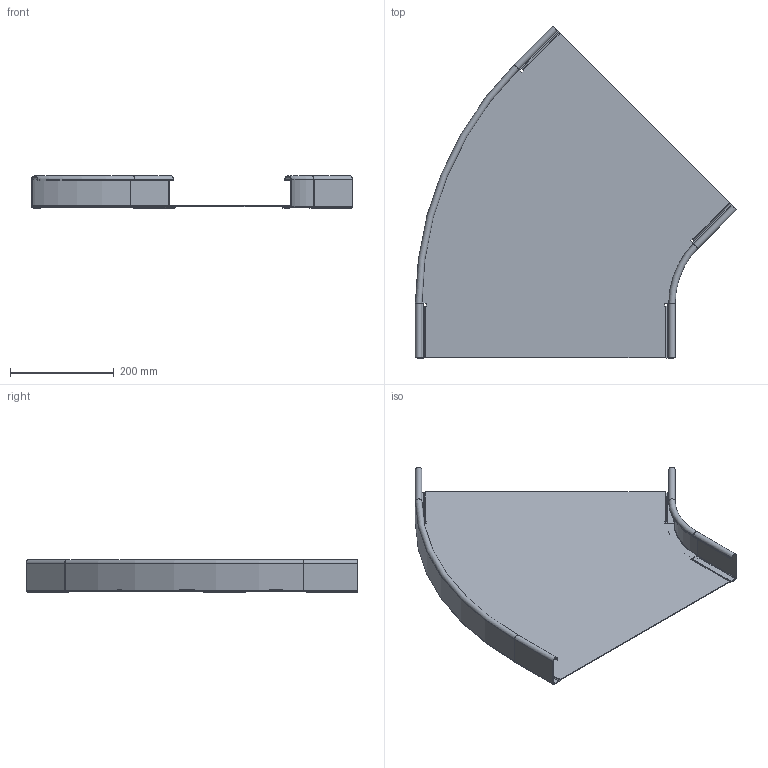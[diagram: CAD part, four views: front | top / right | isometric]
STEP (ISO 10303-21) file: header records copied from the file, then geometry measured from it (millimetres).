
FILE_DESCRIPTION((''),'2;1');
FILE_NAME('7000405_ORG_ASM','2012-06-21T',('AndreasKeweloh'),(''),'PRO/ENGINEER BY PARAMETRIC TECHNOLOGY CORPORATION, 2012060','PRO/ENGINEER BY PARAMETRIC TECHNOLOGY CORPORATION, 2012060','');
FILE_SCHEMA(('CONFIG_CONTROL_DESIGN'));
Length unit declared in the file: millimetre
Products named in the file (5): KTS_06_151-021_INNENHOLM_60; KTS_06_126-016_BODENBLECH_B_500; KTS_06_155-022_AUSSENHOLM_H_60_; ASM0001_ASM; 7000405_ORG_ASM
Assembly tree (4 placements, depth 3):
  7000405_ORG_ASM
    ASM0001_ASM
      KTS_06_151-021_INNENHOLM_60
      KTS_06_126-016_BODENBLECH_B_500
      KTS_06_155-022_AUSSENHOLM_H_60_
Bounding box: 618.18 x 638.87 x 62 mm (x, y, z)
Volume: 503883.7 mm3; surface area: 708837.7 mm2
Topology: 3 solids, 3 shells, 150 faces, 344 edges, 200 vertices
Faces by surface type: plane 98, cylinder 44, torus 8
Entity records: 4263 total; most frequent: DIRECTION 752, CARTESIAN_POINT 722, ORIENTED_EDGE 688, EDGE_CURVE 344, VECTOR 252, LINE 252, AXIS2_PLACEMENT_3D 250, VERTEX_POINT 200
